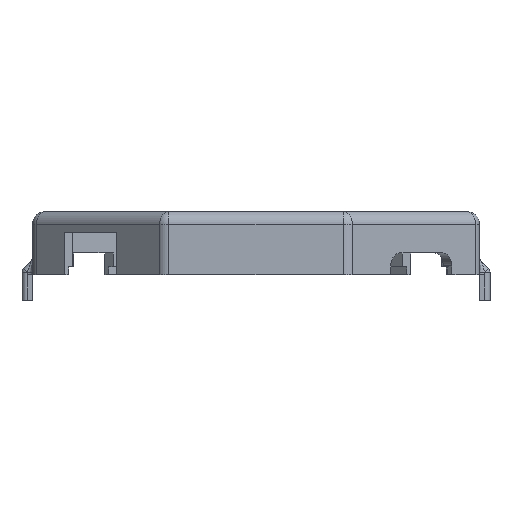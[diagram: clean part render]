
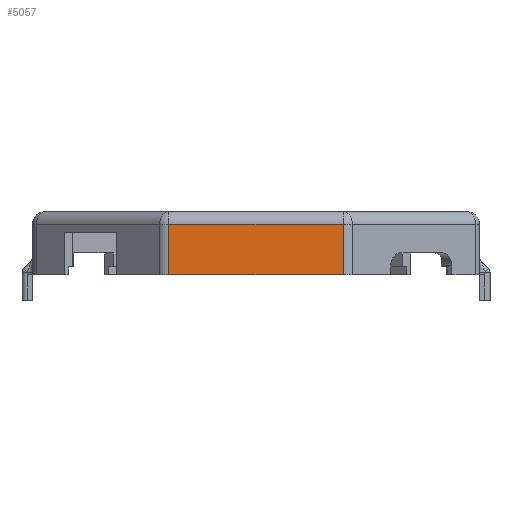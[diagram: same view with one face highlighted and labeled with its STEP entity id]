
A CAD part, front view. The second image highlights one B-rep face of the part: STEP entity #5057.
In plain terms, the highlighted planar face has unit normal (0, -1, 0).
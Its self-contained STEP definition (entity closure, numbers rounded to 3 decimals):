
#131 = VECTOR ( 'NONE', #10174, 1000. ) ;
#582 = LINE ( 'NONE', #4022, #4890 ) ;
#1303 = ORIENTED_EDGE ( 'NONE', *, *, #10216, .F. ) ;
#1373 = VECTOR ( 'NONE', #8722, 1000. ) ;
#1642 = EDGE_CURVE ( 'NONE', #2550, #3113, #7930, .T. ) ;
#2013 = CARTESIAN_POINT ( 'NONE',  ( 10.107, -25.9, 6.4 ) ) ;
#2122 = DIRECTION ( 'NONE',  ( 0., 0., -1. ) ) ;
#2504 = CARTESIAN_POINT ( 'NONE',  ( 0., -25.9, -0.9 ) ) ;
#2550 = VERTEX_POINT ( 'NONE', #9954 ) ;
#2868 = ORIENTED_EDGE ( 'NONE', *, *, #1642, .T. ) ;
#3113 = VERTEX_POINT ( 'NONE', #7844 ) ;
#3180 = DIRECTION ( 'NONE',  ( -1., 0., 0. ) ) ;
#3397 = FACE_OUTER_BOUND ( 'NONE', #4530, .T. ) ;
#3623 = EDGE_CURVE ( 'NONE', #6635, #2550, #582, .T. ) ;
#4022 = CARTESIAN_POINT ( 'NONE',  ( -10.107, -25.9, 4.9 ) ) ;
#4122 = CARTESIAN_POINT ( 'NONE',  ( 10.107, -25.9, -0.9 ) ) ;
#4530 = EDGE_LOOP ( 'NONE', ( #1303, #9638, #2868, #5246 ) ) ;
#4890 = VECTOR ( 'NONE', #3180, 1000. ) ;
#4932 = CARTESIAN_POINT ( 'NONE',  ( 10.107, -25.9, 4.9 ) ) ;
#4955 = EDGE_CURVE ( 'NONE', #9068, #3113, #11131, .T. ) ;
#4994 = CARTESIAN_POINT ( 'NONE',  ( 0., -25.9, 6.4 ) ) ;
#5057 = ADVANCED_FACE ( 'NONE', ( #3397 ), #8602, .F. ) ;
#5246 = ORIENTED_EDGE ( 'NONE', *, *, #4955, .F. ) ;
#6635 = VERTEX_POINT ( 'NONE', #4932 ) ;
#7276 = VECTOR ( 'NONE', #2122, 1000. ) ;
#7844 = CARTESIAN_POINT ( 'NONE',  ( -10.107, -25.9, -0.9 ) ) ;
#7881 = AXIS2_PLACEMENT_3D ( 'NONE', #4994, #8493, #8437 ) ;
#7930 = LINE ( 'NONE', #9783, #1373 ) ;
#8106 = LINE ( 'NONE', #2013, #7276 ) ;
#8437 = DIRECTION ( 'NONE',  ( 0., 0., 1. ) ) ;
#8493 = DIRECTION ( 'NONE',  ( 0., 1., 0. ) ) ;
#8602 = PLANE ( 'NONE',  #7881 ) ;
#8722 = DIRECTION ( 'NONE',  ( 0., 0., -1. ) ) ;
#9068 = VERTEX_POINT ( 'NONE', #4122 ) ;
#9638 = ORIENTED_EDGE ( 'NONE', *, *, #3623, .T. ) ;
#9783 = CARTESIAN_POINT ( 'NONE',  ( -10.107, -25.9, 6.4 ) ) ;
#9954 = CARTESIAN_POINT ( 'NONE',  ( -10.107, -25.9, 4.9 ) ) ;
#10174 = DIRECTION ( 'NONE',  ( -1., 0., 0. ) ) ;
#10216 = EDGE_CURVE ( 'NONE', #6635, #9068, #8106, .T. ) ;
#11131 = LINE ( 'NONE', #2504, #131 ) ;
